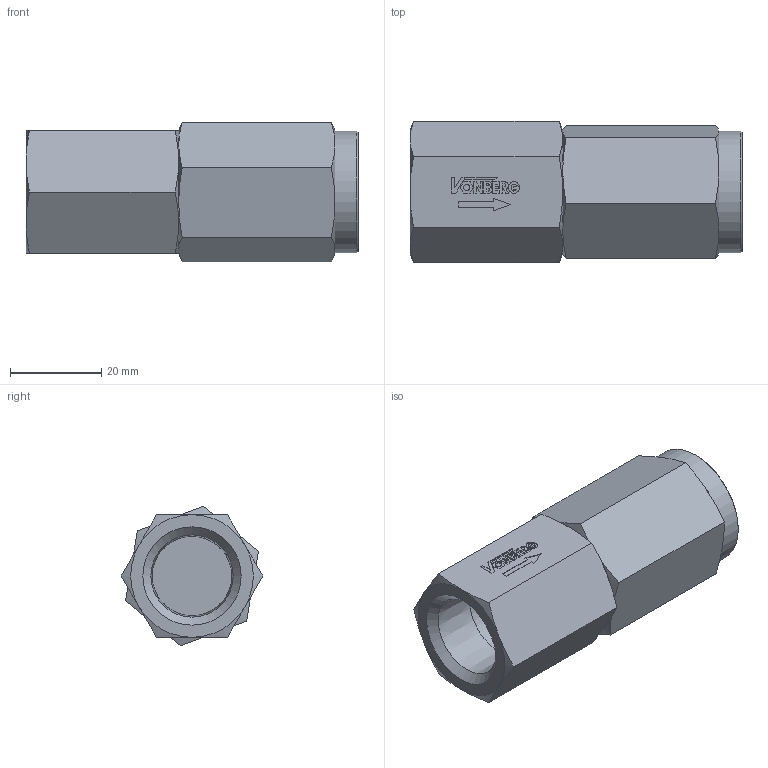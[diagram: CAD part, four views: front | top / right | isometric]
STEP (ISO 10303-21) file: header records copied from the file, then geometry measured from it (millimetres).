
FILE_DESCRIPTION((''),'2;1');
FILE_NAME('1354.stp','2015-01-26T11:32:13',('jml'),(''),'Autodesk Inventor 2010','Autodesk Inventor 2010','');
FILE_SCHEMA(('AUTOMOTIVE_DESIGN { 1 0 10303 214 1 1 1 1 }'));
Length unit declared in the file: inch
Products named in the file (3): 1354; 221015; 221016
Assembly tree (2 placements, depth 2):
  1354
    221015
    221016
Bounding box: 72.9 x 31.09 x 30.65 mm (x, y, z)
Volume: 31687.9 mm3; surface area: 14058.8 mm2
Topology: 2 solids, 2 shells, 168 faces, 410 edges, 261 vertices
Faces by surface type: plane 104, cone 34, cylinder 25, bspline 4, torus 1
Full cylindrical faces by diameter (mm): 1.392 x1, 3.175 x6, 16.002 x1, 19.685 x1, 22.225 x1, 26.67 x1
Entity records: 5038 total; most frequent: CARTESIAN_POINT 1147, ORIENTED_EDGE 750, DIRECTION 744, EDGE_CURVE 375, AXIS2_PLACEMENT_3D 254, VERTEX_POINT 251, VECTOR 236, LINE 236
